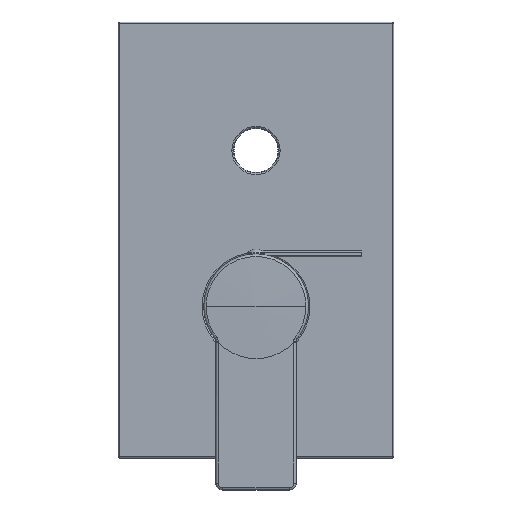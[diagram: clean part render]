
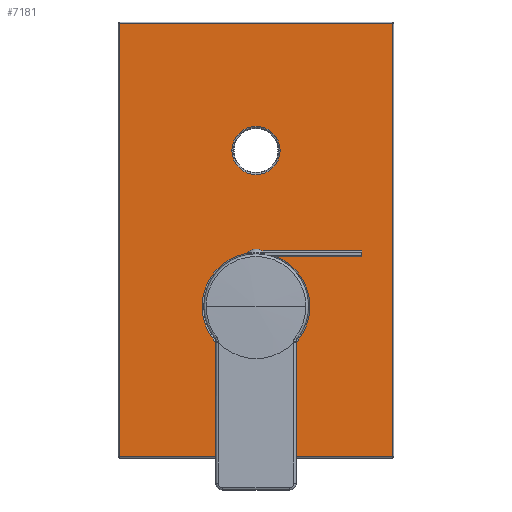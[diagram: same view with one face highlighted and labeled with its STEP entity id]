
A CAD part, top view. The second image highlights one B-rep face of the part: STEP entity #7181.
In plain terms, the highlighted face is planar.
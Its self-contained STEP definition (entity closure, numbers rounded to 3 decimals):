
#6402=DIRECTION('',(-1.,0.,0.));
#6403=VECTOR('',#6402,119.);
#6404=CARTESIAN_POINT('',(59.5,8.,-94.5));
#6405=LINE('',#6404,#6403);
#6409=DIRECTION('',(0.,0.,-1.));
#6410=VECTOR('',#6409,189.);
#6411=CARTESIAN_POINT('',(59.5,8.,94.5));
#6412=LINE('',#6411,#6410);
#6416=DIRECTION('',(1.,0.,0.));
#6417=VECTOR('',#6416,119.);
#6418=CARTESIAN_POINT('',(-59.5,8.,94.5));
#6419=LINE('',#6418,#6417);
#6423=DIRECTION('',(0.,0.,1.));
#6424=VECTOR('',#6423,189.);
#6425=CARTESIAN_POINT('',(-59.5,8.,-94.5));
#6426=LINE('',#6425,#6424);
#6430=CARTESIAN_POINT('',(0.,8.,29.));
#6431=DIRECTION('',(0.,-1.,0.));
#6432=DIRECTION('',(1.,0.,0.));
#6433=AXIS2_PLACEMENT_3D('',#6430,#6431,#6432);
#6438=CARTESIAN_POINT('',(0.,8.,29.));
#6439=DIRECTION('',(0.,-1.,0.));
#6440=DIRECTION('',(-1.,0.,0.));
#6441=AXIS2_PLACEMENT_3D('',#6438,#6439,#6440);
#6446=CARTESIAN_POINT('',(0.,8.,-39.));
#6447=DIRECTION('',(0.,-1.,0.));
#6448=DIRECTION('',(-1.,0.,0.));
#6449=AXIS2_PLACEMENT_3D('',#6446,#6447,#6448);
#6454=CARTESIAN_POINT('',(0.,8.,-39.));
#6455=DIRECTION('',(0.,-1.,0.));
#6456=DIRECTION('',(1.,0.,0.));
#6457=AXIS2_PLACEMENT_3D('',#6454,#6455,#6456);
#6825=CARTESIAN_POINT('',(59.5,8.,-94.5));
#6826=CARTESIAN_POINT('',(-59.5,8.,-94.5));
#6827=VERTEX_POINT('',#6825);
#6828=VERTEX_POINT('',#6826);
#6833=CARTESIAN_POINT('',(-59.5,8.,94.5));
#6834=VERTEX_POINT('',#6833);
#6839=CARTESIAN_POINT('',(59.5,8.,94.5));
#6840=VERTEX_POINT('',#6839);
#6845=CARTESIAN_POINT('',(23.5,8.,29.));
#6846=CARTESIAN_POINT('',(-23.5,8.,29.));
#6847=VERTEX_POINT('',#6845);
#6848=VERTEX_POINT('',#6846);
#6853=CARTESIAN_POINT('',(-10.5,8.,-39.));
#6854=CARTESIAN_POINT('',(10.5,8.,-39.));
#6855=VERTEX_POINT('',#6853);
#6856=VERTEX_POINT('',#6854);
#7155=CARTESIAN_POINT('',(0.,8.,0.));
#7156=DIRECTION('',(0.,1.,0.));
#7157=DIRECTION('',(1.,0.,0.));
#7158=AXIS2_PLACEMENT_3D('',#7155,#7156,#7157);
#7159=PLANE('',#7158);
#7161=ORIENTED_EDGE('',*,*,#7160,.F.);
#7163=ORIENTED_EDGE('',*,*,#7162,.F.);
#7165=ORIENTED_EDGE('',*,*,#7164,.F.);
#7167=ORIENTED_EDGE('',*,*,#7166,.F.);
#7168=EDGE_LOOP('',(#7161,#7163,#7165,#7167));
#7169=FACE_OUTER_BOUND('',#7168,.F.);
#7171=ORIENTED_EDGE('',*,*,#7170,.F.);
#7173=ORIENTED_EDGE('',*,*,#7172,.F.);
#7174=EDGE_LOOP('',(#7171,#7173));
#7175=FACE_BOUND('',#7174,.F.);
#7176=ORIENTED_EDGE('',*,*,#7145,.F.);
#7178=ORIENTED_EDGE('',*,*,#7177,.F.);
#7179=EDGE_LOOP('',(#7176,#7178));
#7180=FACE_BOUND('',#7179,.F.);
#7181=ADVANCED_FACE('',(#7169,#7175,#7180),#7159,.T.);
#6434=CIRCLE('',#6433,23.5);
#6442=CIRCLE('',#6441,23.5);
#6450=CIRCLE('',#6449,10.5);
#6458=CIRCLE('',#6457,10.5);
#7145=EDGE_CURVE('',#6855,#6856,#6450,.T.);
#7160=EDGE_CURVE('',#6827,#6828,#6405,.T.);
#7162=EDGE_CURVE('',#6840,#6827,#6412,.T.);
#7164=EDGE_CURVE('',#6834,#6840,#6419,.T.);
#7166=EDGE_CURVE('',#6828,#6834,#6426,.T.);
#7170=EDGE_CURVE('',#6847,#6848,#6434,.T.);
#7172=EDGE_CURVE('',#6848,#6847,#6442,.T.);
#7177=EDGE_CURVE('',#6856,#6855,#6458,.T.);
